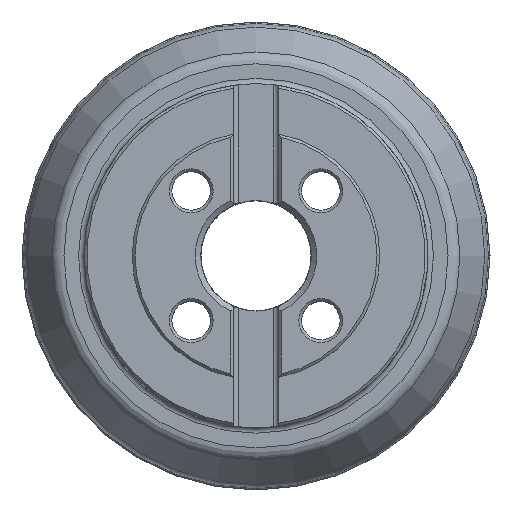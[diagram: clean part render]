
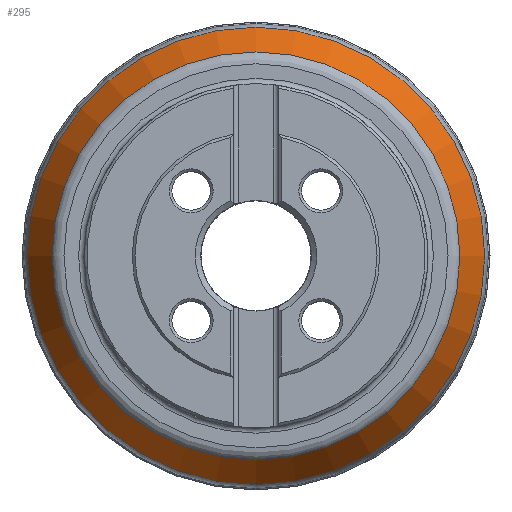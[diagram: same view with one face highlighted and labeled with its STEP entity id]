
A CAD part, top view. The second image highlights one B-rep face of the part: STEP entity #295.
In plain terms, the highlighted conical face has half-angle 30 degrees and reference radius 72.703 mm.
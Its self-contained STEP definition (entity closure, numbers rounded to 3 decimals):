
#82=CONICAL_SURFACE('',#1366,72.703,30.);
#295=ADVANCED_FACE('',(#415,#416),#82,.T.);
#415=FACE_BOUND('',#511,.T.);
#416=FACE_BOUND('',#512,.T.);
#511=EDGE_LOOP('',(#663));
#512=EDGE_LOOP('',(#664));
#663=ORIENTED_EDGE('',*,*,#1112,.T.);
#664=ORIENTED_EDGE('',*,*,#1113,.T.);
#989=VERTEX_POINT('',#2054);
#990=VERTEX_POINT('',#2056);
#1112=EDGE_CURVE('',#989,#989,#1271,.T.);
#1113=EDGE_CURVE('',#990,#990,#1272,.T.);
#1271=CIRCLE('',#1364,83.16);
#1272=CIRCLE('',#1365,74.146);
#1364=AXIS2_PLACEMENT_3D('',#2053,#1571,#1572);
#1365=AXIS2_PLACEMENT_3D('',#2055,#1573,#1574);
#1366=AXIS2_PLACEMENT_3D('',#2057,#1575,#1576);
#1571=DIRECTION('',(0.,0.,1.));
#1572=DIRECTION('',(1.,0.,0.));
#1573=DIRECTION('',(0.,0.,-1.));
#1574=DIRECTION('',(1.,0.,0.));
#1575=DIRECTION('',(0.,0.,-1.));
#1576=DIRECTION('',(-1.,0.,0.));
#2053=CARTESIAN_POINT('',(0.,0.,-40.112));
#2054=CARTESIAN_POINT('',(83.16,0.,-40.112));
#2055=CARTESIAN_POINT('',(0.,0.,-24.5));
#2056=CARTESIAN_POINT('',(74.146,0.,-24.5));
#2057=CARTESIAN_POINT('',(0.,0.,-22.));
